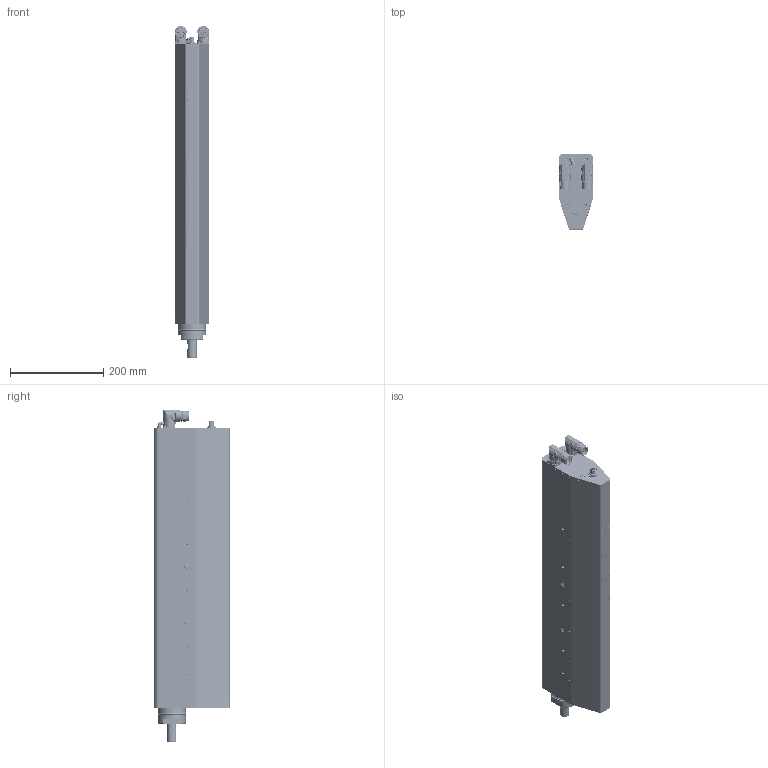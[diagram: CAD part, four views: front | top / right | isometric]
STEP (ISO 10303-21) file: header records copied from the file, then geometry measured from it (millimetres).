
FILE_DESCRIPTION (( 'STEP AP214' ), '1' );
FILE_NAME ('0186-2361_241217_PR02-70x100-SSC-C_48x240F-HP-C-150-L01_MS04_TS04.STEP', '2024-12-17T09:20:58', ( '' ), ( '' ), 'SwSTEP 2.0', 'SolidWorks 2024', '' );
FILE_SCHEMA (( 'AUTOMOTIVE_DESIGN' ));
Length unit declared in the file: millimetre
Products named in the file (3): Einzelteil_PR02-70x100-SSC-C_48x240F-HP-C-150-L01_MSxx_TS04; 0186-2361_241217_PR02-70x100-SSC-C_48x240F-HP-C-150-L01_MS04_TS04; RS02h-70-DA-582_L01_RS02k-70-DAv-20x380
Assembly tree (2 placements, depth 2):
  0186-2361_241217_PR02-70x100-SSC-C_48x240F-HP-C-150-L01_MS04_TS04
    RS02h-70-DA-582_L01_RS02k-70-DAv-20x380
    Einzelteil_PR02-70x100-SSC-C_48x240F-HP-C-150-L01_MSxx_TS04
Bounding box: 75 x 162 x 712.62 mm (x, y, z)
Volume: 6580517.3 mm3; surface area: 428762.4 mm2
Topology: 52 solids, 53 shells, 5739 faces, 13668 edges, 8097 vertices
Faces by surface type: cone 2102, cylinder 1777, plane 1420, bspline 384, torus 52, sphere 4
Full cylindrical faces by diameter (mm): 0.8 x8, 1 x28, 1.2 x10, 1.5 x10, 1.7 x2, 1.8 x10, 2 x16, 2.05 x8, 2.6 x8, 2.7 x8, 2.8 x10, 2.9 x8, 3.3 x22, 4 x189, 4.2 x4, 4.5 x10, 5 x427, 5.5 x10, 5.7 x96, 6 x2, 7.388 x1, 7.6 x2, 7.7 x1, 8 x1, 8.3 x1, 8.5 x4, 9.3 x4, 9.5 x2, 10 x6, 10.4 x1
Entity records: 180134 total; most frequent: CARTESIAN_POINT 60787, DIRECTION 23024, ORIENTED_EDGE 21398, EDGE_CURVE 10699, AXIS2_PLACEMENT_3D 9395, EDGE_LOOP 8631, VERTEX_POINT 7776, FACE_OUTER_BOUND 6750
